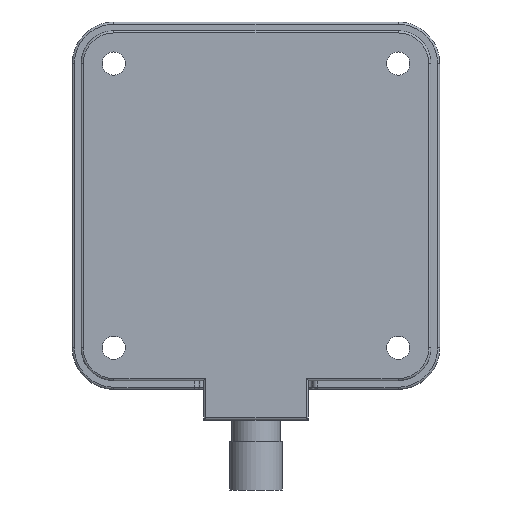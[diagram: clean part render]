
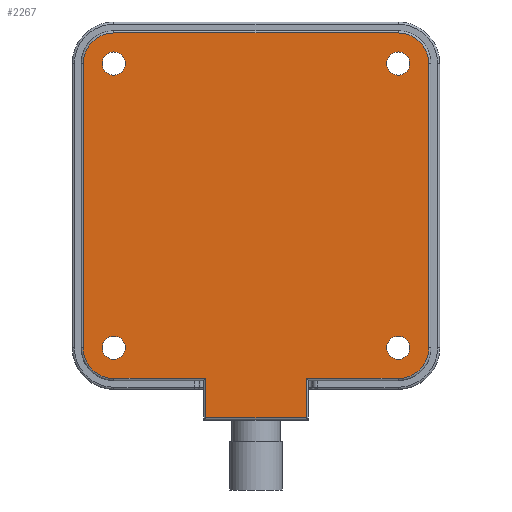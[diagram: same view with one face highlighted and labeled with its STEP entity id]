
A CAD part, front view. The second image highlights one B-rep face of the part: STEP entity #2267.
In plain terms, the highlighted planar face has unit normal (0, -1, 0).
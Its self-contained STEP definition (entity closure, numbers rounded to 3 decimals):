
#348=CARTESIAN_POINT('',(32.5,-25.,32.5));
#349=DIRECTION('',(0.,1.,0.));
#350=DIRECTION('',(1.,0.,0.));
#351=AXIS2_PLACEMENT_3D('',#348,#349,#350);
#356=CARTESIAN_POINT('',(32.5,-25.,32.5));
#357=DIRECTION('',(0.,1.,0.));
#358=DIRECTION('',(-1.,0.,0.));
#359=AXIS2_PLACEMENT_3D('',#356,#357,#358);
#364=CARTESIAN_POINT('',(32.5,-25.,-32.5));
#365=DIRECTION('',(0.,1.,0.));
#366=DIRECTION('',(0.,0.,-1.));
#367=AXIS2_PLACEMENT_3D('',#364,#365,#366);
#372=CARTESIAN_POINT('',(32.5,-25.,-32.5));
#373=DIRECTION('',(0.,1.,0.));
#374=DIRECTION('',(0.,0.,1.));
#375=AXIS2_PLACEMENT_3D('',#372,#373,#374);
#380=CARTESIAN_POINT('',(-32.5,-25.,-32.5));
#381=DIRECTION('',(0.,1.,0.));
#382=DIRECTION('',(-1.,0.,0.));
#383=AXIS2_PLACEMENT_3D('',#380,#381,#382);
#388=CARTESIAN_POINT('',(-32.5,-25.,-32.5));
#389=DIRECTION('',(0.,1.,0.));
#390=DIRECTION('',(1.,0.,0.));
#391=AXIS2_PLACEMENT_3D('',#388,#389,#390);
#396=CARTESIAN_POINT('',(-32.5,-25.,32.5));
#397=DIRECTION('',(0.,1.,0.));
#398=DIRECTION('',(0.,0.,1.));
#399=AXIS2_PLACEMENT_3D('',#396,#397,#398);
#404=CARTESIAN_POINT('',(-32.5,-25.,32.5));
#405=DIRECTION('',(0.,1.,0.));
#406=DIRECTION('',(0.,0.,-1.));
#407=AXIS2_PLACEMENT_3D('',#404,#405,#406);
#412=CARTESIAN_POINT('',(32.5,-25.,32.5));
#413=DIRECTION('',(0.,-1.,0.));
#414=DIRECTION('',(1.,0.,0.));
#415=AXIS2_PLACEMENT_3D('',#412,#413,#414);
#420=DIRECTION('',(0.,0.,1.));
#421=VECTOR('',#420,65.);
#422=CARTESIAN_POINT('',(39.5,-25.,-32.5));
#423=LINE('',#422,#421);
#427=CARTESIAN_POINT('',(32.5,-25.,-32.5));
#428=DIRECTION('',(0.,-1.,0.));
#429=DIRECTION('',(0.,0.,-1.));
#430=AXIS2_PLACEMENT_3D('',#427,#428,#429);
#435=DIRECTION('',(1.,0.,0.));
#436=VECTOR('',#435,21.);
#437=CARTESIAN_POINT('',(11.5,-25.,-39.5));
#438=LINE('',#437,#436);
#442=DIRECTION('',(0.,0.,1.));
#443=VECTOR('',#442,9.);
#444=CARTESIAN_POINT('',(11.5,-25.,-48.5));
#445=LINE('',#444,#443);
#449=DIRECTION('',(-1.,0.,0.));
#450=VECTOR('',#449,23.);
#451=CARTESIAN_POINT('',(11.5,-25.,-48.5));
#452=LINE('',#451,#450);
#456=DIRECTION('',(0.,0.,1.));
#457=VECTOR('',#456,9.);
#458=CARTESIAN_POINT('',(-11.5,-25.,-48.5));
#459=LINE('',#458,#457);
#463=DIRECTION('',(1.,0.,0.));
#464=VECTOR('',#463,21.);
#465=CARTESIAN_POINT('',(-32.5,-25.,-39.5));
#466=LINE('',#465,#464);
#470=CARTESIAN_POINT('',(-32.5,-25.,-32.5));
#471=DIRECTION('',(0.,-1.,0.));
#472=DIRECTION('',(-1.,0.,0.));
#473=AXIS2_PLACEMENT_3D('',#470,#471,#472);
#478=DIRECTION('',(0.,0.,-1.));
#479=VECTOR('',#478,65.);
#480=CARTESIAN_POINT('',(-39.5,-25.,32.5));
#481=LINE('',#480,#479);
#485=CARTESIAN_POINT('',(-32.5,-25.,32.5));
#486=DIRECTION('',(0.,-1.,0.));
#487=DIRECTION('',(0.,0.,1.));
#488=AXIS2_PLACEMENT_3D('',#485,#486,#487);
#493=DIRECTION('',(-1.,0.,0.));
#494=VECTOR('',#493,65.);
#495=CARTESIAN_POINT('',(32.5,-25.,39.5));
#496=LINE('',#495,#494);
#1368=CARTESIAN_POINT('',(-11.5,-25.,-39.5));
#1717=CARTESIAN_POINT('',(35.15,-25.,32.5));
#1718=CARTESIAN_POINT('',(29.85,-25.,32.5));
#1719=VERTEX_POINT('',#1717);
#1720=VERTEX_POINT('',#1718);
#1733=CARTESIAN_POINT('',(32.5,-25.,-35.15));
#1734=CARTESIAN_POINT('',(32.5,-25.,-29.85));
#1735=VERTEX_POINT('',#1733);
#1736=VERTEX_POINT('',#1734);
#1749=CARTESIAN_POINT('',(-35.15,-25.,-32.5));
#1750=CARTESIAN_POINT('',(-29.85,-25.,-32.5));
#1751=VERTEX_POINT('',#1749);
#1752=VERTEX_POINT('',#1750);
#1765=CARTESIAN_POINT('',(-32.5,-25.,35.15));
#1766=CARTESIAN_POINT('',(-32.5,-25.,29.85));
#1767=VERTEX_POINT('',#1765);
#1768=VERTEX_POINT('',#1766);
#1821=CARTESIAN_POINT('',(39.5,-25.,32.5));
#1822=CARTESIAN_POINT('',(32.5,-25.,39.5));
#1823=VERTEX_POINT('',#1821);
#1824=VERTEX_POINT('',#1822);
#1829=CARTESIAN_POINT('',(-32.5,-25.,39.5));
#1830=VERTEX_POINT('',#1829);
#1833=CARTESIAN_POINT('',(-39.5,-25.,32.5));
#1834=VERTEX_POINT('',#1833);
#1837=CARTESIAN_POINT('',(-39.5,-25.,-32.5));
#1838=VERTEX_POINT('',#1837);
#1841=CARTESIAN_POINT('',(-32.5,-25.,-39.5));
#1842=VERTEX_POINT('',#1841);
#1845=CARTESIAN_POINT('',(11.5,-25.,-39.5));
#1846=CARTESIAN_POINT('',(32.5,-25.,-39.5));
#1847=VERTEX_POINT('',#1845);
#1848=VERTEX_POINT('',#1846);
#1853=CARTESIAN_POINT('',(39.5,-25.,-32.5));
#1854=VERTEX_POINT('',#1853);
#1866=VERTEX_POINT('',#1368);
#1885=CARTESIAN_POINT('',(11.5,-25.,-48.5));
#1886=VERTEX_POINT('',#1885);
#1887=CARTESIAN_POINT('',(-11.5,-25.,-48.5));
#1888=VERTEX_POINT('',#1887);
#2213=CARTESIAN_POINT('',(0.,-25.,0.));
#2214=DIRECTION('',(0.,-1.,0.));
#2215=DIRECTION('',(-1.,0.,0.));
#2216=AXIS2_PLACEMENT_3D('',#2213,#2214,#2215);
#2217=PLANE('',#2216);
#2219=ORIENTED_EDGE('',*,*,#2218,.F.);
#2221=ORIENTED_EDGE('',*,*,#2220,.F.);
#2223=ORIENTED_EDGE('',*,*,#2222,.F.);
#2224=ORIENTED_EDGE('',*,*,#2203,.F.);
#2226=ORIENTED_EDGE('',*,*,#2225,.F.);
#2228=ORIENTED_EDGE('',*,*,#2227,.T.);
#2230=ORIENTED_EDGE('',*,*,#2229,.T.);
#2232=ORIENTED_EDGE('',*,*,#2231,.F.);
#2234=ORIENTED_EDGE('',*,*,#2233,.F.);
#2236=ORIENTED_EDGE('',*,*,#2235,.F.);
#2238=ORIENTED_EDGE('',*,*,#2237,.F.);
#2240=ORIENTED_EDGE('',*,*,#2239,.F.);
#2241=EDGE_LOOP('',(#2219,#2221,#2223,#2224,#2226,#2228,#2230,#2232,#2234,#2236,
#2238,#2240));
#2242=FACE_OUTER_BOUND('',#2241,.F.);
#2244=ORIENTED_EDGE('',*,*,#2243,.F.);
#2246=ORIENTED_EDGE('',*,*,#2245,.F.);
#2247=EDGE_LOOP('',(#2244,#2246));
#2248=FACE_BOUND('',#2247,.F.);
#2250=ORIENTED_EDGE('',*,*,#2249,.F.);
#2252=ORIENTED_EDGE('',*,*,#2251,.F.);
#2253=EDGE_LOOP('',(#2250,#2252));
#2254=FACE_BOUND('',#2253,.F.);
#2256=ORIENTED_EDGE('',*,*,#2255,.F.);
#2258=ORIENTED_EDGE('',*,*,#2257,.F.);
#2259=EDGE_LOOP('',(#2256,#2258));
#2260=FACE_BOUND('',#2259,.F.);
#2262=ORIENTED_EDGE('',*,*,#2261,.F.);
#2264=ORIENTED_EDGE('',*,*,#2263,.F.);
#2265=EDGE_LOOP('',(#2262,#2264));
#2266=FACE_BOUND('',#2265,.F.);
#2267=ADVANCED_FACE('',(#2242,#2248,#2254,#2260,#2266),#2217,.T.);
#352=CIRCLE('',#351,2.65);
#360=CIRCLE('',#359,2.65);
#368=CIRCLE('',#367,2.65);
#376=CIRCLE('',#375,2.65);
#384=CIRCLE('',#383,2.65);
#392=CIRCLE('',#391,2.65);
#400=CIRCLE('',#399,2.65);
#408=CIRCLE('',#407,2.65);
#416=CIRCLE('',#415,7.);
#431=CIRCLE('',#430,7.);
#474=CIRCLE('',#473,7.);
#489=CIRCLE('',#488,7.);
#2203=EDGE_CURVE('',#1847,#1848,#438,.T.);
#2218=EDGE_CURVE('',#1823,#1824,#416,.T.);
#2220=EDGE_CURVE('',#1854,#1823,#423,.T.);
#2222=EDGE_CURVE('',#1848,#1854,#431,.T.);
#2225=EDGE_CURVE('',#1886,#1847,#445,.T.);
#2227=EDGE_CURVE('',#1886,#1888,#452,.T.);
#2229=EDGE_CURVE('',#1888,#1866,#459,.T.);
#2231=EDGE_CURVE('',#1842,#1866,#466,.T.);
#2233=EDGE_CURVE('',#1838,#1842,#474,.T.);
#2235=EDGE_CURVE('',#1834,#1838,#481,.T.);
#2237=EDGE_CURVE('',#1830,#1834,#489,.T.);
#2239=EDGE_CURVE('',#1824,#1830,#496,.T.);
#2243=EDGE_CURVE('',#1719,#1720,#352,.T.);
#2245=EDGE_CURVE('',#1720,#1719,#360,.T.);
#2249=EDGE_CURVE('',#1735,#1736,#368,.T.);
#2251=EDGE_CURVE('',#1736,#1735,#376,.T.);
#2255=EDGE_CURVE('',#1751,#1752,#384,.T.);
#2257=EDGE_CURVE('',#1752,#1751,#392,.T.);
#2261=EDGE_CURVE('',#1767,#1768,#400,.T.);
#2263=EDGE_CURVE('',#1768,#1767,#408,.T.);
